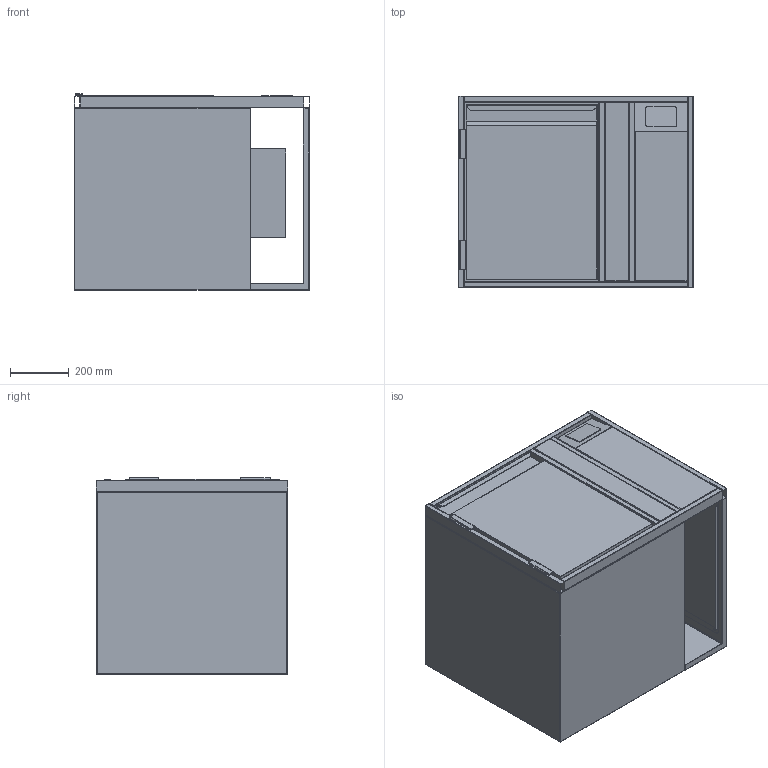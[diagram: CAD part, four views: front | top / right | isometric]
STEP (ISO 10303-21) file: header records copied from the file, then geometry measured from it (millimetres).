
FILE_DESCRIPTION (( 'STEP AP214' ), '1' );
FILE_NAME ('TKZ-1-65-R-1T.step', '2024-11-06T14:58:08', ( '' ), ( '' ), 'SwSTEP 2.0', 'SolidWorks 2023', '' );
FILE_SCHEMA (( 'AUTOMOTIVE_DESIGN' ));
Length unit declared in the file: millimetre
Products named in the file (9): 24-01-54896_G-TK-Rahmen-Tür-460-650; 23-10-54612_G-TK-Korpus-600-660-650-R; 21-11-50307_G-TK-FRR-650-800--600B-1SV80-200; TKZ-1-65-R-1T; 24-01-54895_G-TK-Einbauelement-Tür-460-660-650-L; 24-01-54902_TK-TUER-445-595-L; 24-02-55011_G-TK-Fach-Z-R-200-660-650; 20-03-43331_G-KT-Auflage-400-660-Ohne-Rost; 20-03-43331_G-KT-Auflage-400-660-mit-Rost
Assembly tree (9 placements, depth 3):
  TKZ-1-65-R-1T
    23-10-54612_G-TK-Korpus-600-660-650-R
    21-11-50307_G-TK-FRR-650-800--600B-1SV80-200
    24-02-55011_G-TK-Fach-Z-R-200-660-650
    24-01-54895_G-TK-Einbauelement-Tür-460-660-650-L
      24-01-54896_G-TK-Rahmen-Tür-460-650
      24-01-54902_TK-TUER-445-595-L
      20-03-43331_G-KT-Auflage-400-660-Ohne-Rost  x2
      20-03-43331_G-KT-Auflage-400-660-mit-Rost
Bounding box: 801 x 650 x 667.5 mm (x, y, z)
Volume: 128849899 mm3; surface area: 8552555.5 mm2
Topology: 22 solids, 22 shells, 1004 faces, 2652 edges, 1680 vertices
Faces by surface type: cylinder 582, plane 369, sphere 22, torus 16, bspline 15
Entity records: 31961 total; most frequent: CARTESIAN_POINT 6016, DIRECTION 5531, ORIENTED_EDGE 5128, EDGE_CURVE 2564, AXIS2_PLACEMENT_3D 2065, VERTEX_POINT 1640, VECTOR 1401, LINE 1401
